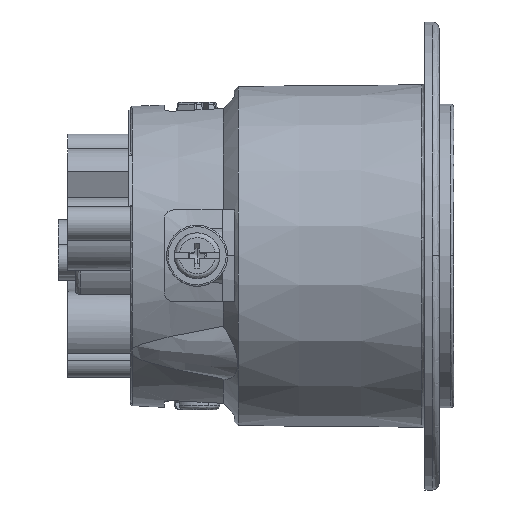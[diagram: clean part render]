
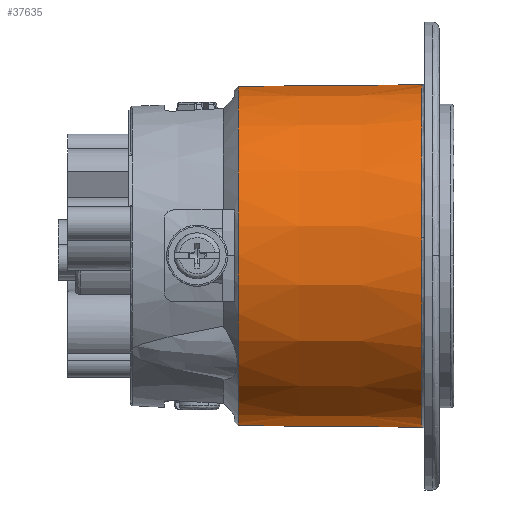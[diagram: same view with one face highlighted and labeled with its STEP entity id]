
A CAD part, top view. The second image highlights one B-rep face of the part: STEP entity #37635.
In plain terms, the highlighted conical face has half-angle 0.5 degrees and reference radius 27.901 mm.
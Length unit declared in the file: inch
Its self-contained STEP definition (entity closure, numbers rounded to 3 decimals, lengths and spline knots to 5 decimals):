
#796 = EDGE_LOOP ( 'NONE', ( #2291, #14375, #45561, #7508, #10880 ) ) ;
#2291 = ORIENTED_EDGE ( 'NONE', *, *, #37922, .F. ) ;
#2391 = CARTESIAN_POINT ( 'NONE',  ( 23.75431, 34.09756, 51.58331 ) ) ;
#2870 = EDGE_CURVE ( 'NONE', #44189, #41908, #48875, .T. ) ;
#3126 = VERTEX_POINT ( 'NONE', #5714 ) ;
#3553 = CARTESIAN_POINT ( 'NONE',  ( 23.75431, 34.21248, 52.68616 ) ) ;
#5714 = CARTESIAN_POINT ( 'NONE',  ( 23.75431, 32.98873, 51.58331 ) ) ;
#7508 = ORIENTED_EDGE ( 'NONE', *, *, #37404, .F. ) ;
#9227 = CARTESIAN_POINT ( 'NONE',  ( 22.56558, 34.09756, 51.58331 ) ) ;
#10314 = CARTESIAN_POINT ( 'NONE',  ( 22.56558, 32.99911, 51.58331 ) ) ;
#10880 = ORIENTED_EDGE ( 'NONE', *, *, #12533, .F. ) ;
#11116 = AXIS2_PLACEMENT_3D ( 'NONE', #9227, #26716, #26448 ) ;
#12533 = EDGE_CURVE ( 'NONE', #19090, #53777, #39059, .T. ) ;
#14375 = ORIENTED_EDGE ( 'NONE', *, *, #2870, .F. ) ;
#15935 = EDGE_CURVE ( 'NONE', #44189, #3126, #35109, .T. ) ;
#15950 = DIRECTION ( 'NONE',  ( 0., 0.678, -0.736 ) ) ;
#18851 = CARTESIAN_POINT ( 'NONE',  ( 22.56558, 35.19601, 51.58331 ) ) ;
#19090 = VERTEX_POINT ( 'NONE', #46247 ) ;
#20441 = CARTESIAN_POINT ( 'NONE',  ( 23.75431, 34.09756, 51.58331 ) ) ;
#22951 = FACE_OUTER_BOUND ( 'NONE', #796, .T. ) ;
#23222 = VECTOR ( 'NONE', #48730, 39.37008 ) ;
#23521 = DIRECTION ( 'NONE',  ( 1., 0., 0. ) ) ;
#25112 = AXIS2_PLACEMENT_3D ( 'NONE', #40712, #23521, #37495 ) ;
#26448 = DIRECTION ( 'NONE',  ( 0., 0.678, -0.736 ) ) ;
#26716 = DIRECTION ( 'NONE',  ( -1., 0., 0. ) ) ;
#29201 = DIRECTION ( 'NONE',  ( 1., 0., 0. ) ) ;
#29617 = AXIS2_PLACEMENT_3D ( 'NONE', #20441, #29201, #15950 ) ;
#35090 = VECTOR ( 'NONE', #43327, 39.37008 ) ;
#35109 = LINE ( 'NONE', #47818, #35090 ) ;
#37404 = EDGE_CURVE ( 'NONE', #53777, #3126, #51229, .T. ) ;
#37495 = DIRECTION ( 'NONE',  ( 0., -1., 0. ) ) ;
#37635 = ADVANCED_FACE ( 'NONE', ( #22951 ), #42230, .T. ) ;
#37922 = EDGE_CURVE ( 'NONE', #41908, #19090, #39721, .T. ) ;
#39059 = CIRCLE ( 'NONE', #52556, 1.10883 ) ;
#39721 = LINE ( 'NONE', #18851, #23222 ) ;
#40712 = CARTESIAN_POINT ( 'NONE',  ( 22.56558, 34.09756, 51.58331 ) ) ;
#40842 = CARTESIAN_POINT ( 'NONE',  ( 22.56558, 35.19601, 51.58331 ) ) ;
#41908 = VERTEX_POINT ( 'NONE', #40842 ) ;
#42230 = CONICAL_SURFACE ( 'NONE', #25112, 1.09845, 0.009 ) ;
#43327 = DIRECTION ( 'NONE',  ( 1., -0.009, 0. ) ) ;
#44189 = VERTEX_POINT ( 'NONE', #10314 ) ;
#45561 = ORIENTED_EDGE ( 'NONE', *, *, #15935, .T. ) ;
#46247 = CARTESIAN_POINT ( 'NONE',  ( 23.75431, 35.20639, 51.58331 ) ) ;
#47818 = CARTESIAN_POINT ( 'NONE',  ( 22.56558, 32.99911, 51.58331 ) ) ;
#48730 = DIRECTION ( 'NONE',  ( 1., 0.009, 0. ) ) ;
#48875 = CIRCLE ( 'NONE', #11116, 1.09845 ) ;
#49693 = DIRECTION ( 'NONE',  ( 1., 0., 0. ) ) ;
#51229 = CIRCLE ( 'NONE', #29617, 1.10883 ) ;
#52556 = AXIS2_PLACEMENT_3D ( 'NONE', #2391, #49693, #53338 ) ;
#53338 = DIRECTION ( 'NONE',  ( 0., 0.678, -0.736 ) ) ;
#53777 = VERTEX_POINT ( 'NONE', #3553 ) ;
